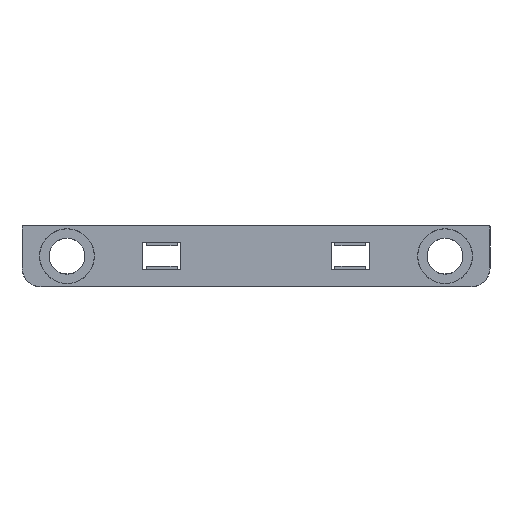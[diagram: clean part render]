
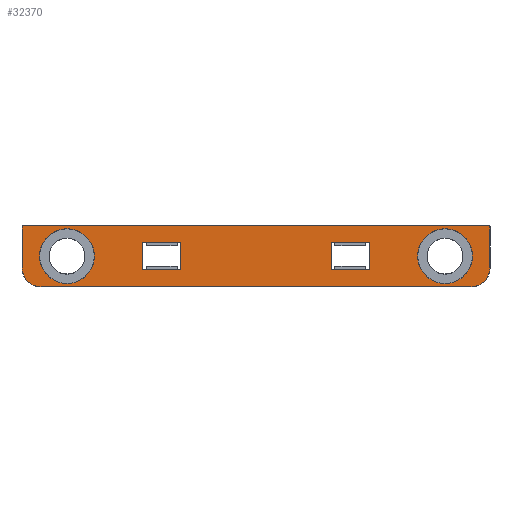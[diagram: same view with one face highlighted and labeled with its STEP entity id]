
A CAD part, top view. The second image highlights one B-rep face of the part: STEP entity #32370.
In plain terms, the highlighted face is planar.
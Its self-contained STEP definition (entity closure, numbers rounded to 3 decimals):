
#27980=CARTESIAN_POINT('',(-0.5,-34.35,-2.5))
;
#27990=VERTEX_POINT('',#27980);
#28020=CARTESIAN_POINT('',(-0.5,-30.,-2.5));
#28030=DIRECTION('',(-1.,0.,0.));
#28040=DIRECTION('',(0.,-1.,0.));
#28050=AXIS2_PLACEMENT_3D('',#28020,#28030,#28040);
#28060=CIRCLE('',#28050,4.35);
#28070=CARTESIAN_POINT('',(-0.5,-25.65,-2.5))
;
#28080=VERTEX_POINT('',#28070);
#28090=EDGE_CURVE('',#28080,#27990,#28060,.T.);
#29730=CARTESIAN_POINT('',(-0.5,-34.106,
-4.356));
#29740=DIRECTION('',(-1.,0.,0.));
#29750=DIRECTION('',(0.,-0.707,
-0.707));
#29760=AXIS2_PLACEMENT_3D('',#29730,#29740,#29750);
#29770=ELLIPSE('',#29760,3.008,3.);
#29780=CARTESIAN_POINT('',(-0.5,-34.114,
-7.36));
#29790=VERTEX_POINT('',#29780);
#29800=CARTESIAN_POINT('',(-0.5,-37.11,
-4.364));
#29810=VERTEX_POINT('',#29800);
#29820=EDGE_CURVE('',#29790,#29810,#29770,.T.);
#30740=CARTESIAN_POINT('',(-0.5,-37.11,0.));
#30750=DIRECTION('',(0.,0.,1.));
#30760=VECTOR('',#30750,1.);
#30770=LINE('',#30740,#30760);
#30780=CARTESIAN_POINT('',(-0.5,-37.11,
2.134));
#30790=VERTEX_POINT('',#30780);
#30800=EDGE_CURVE('',#29810,#30790,#30770,.T.);
#30910=CARTESIAN_POINT('',(-0.5,34.25,-4.5));
#30920=DIRECTION('',(-1.,0.,0.));
#30930=DIRECTION('',(0.,-1.,0.));
#30940=AXIS2_PLACEMENT_3D('',#30910,#30920,#30930);
#30950=PLANE('',#30940);
#30960=CARTESIAN_POINT('',(-0.5,0.,-0.316));
#30970=DIRECTION('',(0.,1.,0.));
#30980=VECTOR('',#30970,1.);
#30990=LINE('',#30960,#30980);
#31000=CARTESIAN_POINT('',(-0.5,-17.976,
-0.316));
#31010=VERTEX_POINT('',#31000);
#31020=CARTESIAN_POINT('',(-0.5,-11.923,
-0.316));
#31030=VERTEX_POINT('',#31020);
#31040=EDGE_CURVE('',#31010,#31030,#30990,.T.);
#31050=ORIENTED_EDGE('',*,*,#31040,.F.);
#31060=CARTESIAN_POINT('',(-0.5,-11.923,0.));
#31070=DIRECTION('',(0.,0.,1.));
#31080=VECTOR('',#31070,1.);
#31090=LINE('',#31060,#31080);
#31100=CARTESIAN_POINT('',(-0.5,-11.923,
-4.628));
#31110=VERTEX_POINT('',#31100);
#31120=EDGE_CURVE('',#31110,#31030,#31090,.T.);
#31130=ORIENTED_EDGE('',*,*,#31120,.T.);
#31140=CARTESIAN_POINT('',(-0.5,0.,-4.628));
#31150=DIRECTION('',(0.,-1.,0.));
#31160=VECTOR('',#31150,1.);
#31170=LINE('',#31140,#31160);
#31180=CARTESIAN_POINT('',(-0.5,-17.976,
-4.628));
#31190=VERTEX_POINT('',#31180);
#31200=EDGE_CURVE('',#31110,#31190,#31170,.T.);
#31210=ORIENTED_EDGE('',*,*,#31200,.F.);
#31220=CARTESIAN_POINT('',(-0.5,-17.976,0.));
#31230=DIRECTION('',(0.,0.,-1.));
#31240=VECTOR('',#31230,1.);
#31250=LINE('',#31220,#31240);
#31260=EDGE_CURVE('',#31010,#31190,#31250,.T.);
#31270=ORIENTED_EDGE('',*,*,#31260,.T.);
#31280=EDGE_LOOP('',(#31270,#31210,#31130,#31050));
#31290=FACE_BOUND('',#31280,.T.);
#31300=EDGE_CURVE('',#27990,#28080,#28060,.T.);
#31310=ORIENTED_EDGE('',*,*,#31300,.F.);
#31320=ORIENTED_EDGE('',*,*,#28090,.F.);
#31330=EDGE_LOOP('',(#31320,#31310));
#31340=FACE_BOUND('',#31330,.T.);
#31350=CARTESIAN_POINT('',(-0.5,34.106,
-4.356));
#31360=DIRECTION('',(1.,0.,0.));
#31370=DIRECTION('',(0.,0.707,
-0.707));
#31380=AXIS2_PLACEMENT_3D('',#31350,#31360,#31370);
#31390=ELLIPSE('',#31380,3.008,3.);
#31400=CARTESIAN_POINT('',(-0.5,34.114,
-7.36));
#31410=VERTEX_POINT('',#31400);
#31420=CARTESIAN_POINT('',(-0.5,37.11,
-4.364));
#31430=VERTEX_POINT('',#31420);
#31440=EDGE_CURVE('',#31410,#31430,#31390,.T.);
#31450=ORIENTED_EDGE('',*,*,#31440,.F.);
#31460=CARTESIAN_POINT('',(-0.5,37.11,
0.));
#31470=DIRECTION('',(0.,0.,1.));
#31480=VECTOR('',#31470,1.);
#31490=LINE('',#31460,#31480);
#31500=CARTESIAN_POINT('',(-0.5,37.11,
2.134));
#31510=VERTEX_POINT('',#31500);
#31520=EDGE_CURVE('',#31430,#31510,#31490,.T.);
#31530=ORIENTED_EDGE('',*,*,#31520,.F.);
#31540=CARTESIAN_POINT('',(-0.5,36.81,
2.134));
#31550=DIRECTION('',(1.,0.,0.));
#31560=DIRECTION('',(0.,0.949,
0.316));
#31570=AXIS2_PLACEMENT_3D('',#31540,#31550,#31560);
#31580=ELLIPSE('',#31570,0.3,0.3);
#31590=CARTESIAN_POINT('',(-0.5,36.81,
2.434));
#31600=VERTEX_POINT('',#31590);
#31610=EDGE_CURVE('',#31510,#31600,#31580,.T.);
#31620=ORIENTED_EDGE('',*,*,#31610,.F.);
#31630=CARTESIAN_POINT('',(-0.5,0.,2.434));
#31640=DIRECTION('',(0.,1.,0.));
#31650=VECTOR('',#31640,1.);
#31660=LINE('',#31630,#31650);
#31670=CARTESIAN_POINT('',(-0.5,-36.81,
2.434));
#31680=VERTEX_POINT('',#31670);
#31690=EDGE_CURVE('',#31680,#31600,#31660,.T.);
#31700=ORIENTED_EDGE('',*,*,#31690,.T.);
#31710=CARTESIAN_POINT('',(-0.5,-36.81,
2.134));
#31720=DIRECTION('',(-1.,0.,0.));
#31730=DIRECTION('',(0.,-0.949,
0.316));
#31740=AXIS2_PLACEMENT_3D('',#31710,#31720,#31730);
#31750=ELLIPSE('',#31740,0.3,0.3);
#31760=EDGE_CURVE('',#30790,#31680,#31750,.T.);
#31770=ORIENTED_EDGE('',*,*,#31760,.T.);
#31780=ORIENTED_EDGE('',*,*,#30800,.T.);
#31790=ORIENTED_EDGE('',*,*,#29820,.T.);
#31800=CARTESIAN_POINT('',(-0.5,0.,-7.36));
#31810=DIRECTION('',(0.,1.,0.));
#31820=VECTOR('',#31810,1.);
#31830=LINE('',#31800,#31820);
#31840=EDGE_CURVE('',#29790,#31410,#31830,.T.);
#31850=ORIENTED_EDGE('',*,*,#31840,.F.);
#31860=EDGE_LOOP('',(#31850,#31790,#31780,#31770,#31700,#31620,#31530,
#31450));
#31870=FACE_OUTER_BOUND('',#31860,.T.);
#31880=CARTESIAN_POINT('',(-0.5,17.976,
0.));
#31890=DIRECTION('',(0.,0.,-1.));
#31900=VECTOR('',#31890,1.);
#31910=LINE('',#31880,#31900);
#31920=CARTESIAN_POINT('',(-0.5,17.976,
-0.316));
#31930=VERTEX_POINT('',#31920);
#31940=CARTESIAN_POINT('',(-0.5,17.976,
-4.628));
#31950=VERTEX_POINT('',#31940);
#31960=EDGE_CURVE('',#31930,#31950,#31910,.T.);
#31970=ORIENTED_EDGE('',*,*,#31960,.F.);
#31980=CARTESIAN_POINT('',(-0.5,0.,-4.628)
);
#31990=DIRECTION('',(0.,1.,0.));
#32000=VECTOR('',#31990,1.);
#32010=LINE('',#31980,#32000);
#32020=CARTESIAN_POINT('',(-0.5,11.923,
-4.628));
#32030=VERTEX_POINT('',#32020);
#32040=EDGE_CURVE('',#32030,#31950,#32010,.T.);
#32050=ORIENTED_EDGE('',*,*,#32040,.T.);
#32060=CARTESIAN_POINT('',(-0.5,11.923,
0.));
#32070=DIRECTION('',(0.,0.,1.));
#32080=VECTOR('',#32070,1.);
#32090=LINE('',#32060,#32080);
#32100=CARTESIAN_POINT('',(-0.5,11.923,
-0.316));
#32110=VERTEX_POINT('',#32100);
#32120=EDGE_CURVE('',#32030,#32110,#32090,.T.);
#32130=ORIENTED_EDGE('',*,*,#32120,.F.);
#32140=CARTESIAN_POINT('',(-0.5,0.,-0.316
));
#32150=DIRECTION('',(0.,-1.,0.));
#32160=VECTOR('',#32150,1.);
#32170=LINE('',#32140,#32160);
#32180=EDGE_CURVE('',#31930,#32110,#32170,.T.);
#32190=ORIENTED_EDGE('',*,*,#32180,.T.);
#32200=EDGE_LOOP('',(#32190,#32130,#32050,#31970));
#32210=FACE_BOUND('',#32200,.T.);
#32220=CARTESIAN_POINT('',(-0.5,30.,-2.5));
#32230=DIRECTION('',(1.,0.,0.));
#32240=DIRECTION('',(0.,1.,0.));
#32250=AXIS2_PLACEMENT_3D('',#32220,#32230,#32240);
#32260=CIRCLE('',#32250,4.35);
#32270=CARTESIAN_POINT('',(-0.5,34.35,-2.5));
#32280=VERTEX_POINT('',#32270);
#32290=CARTESIAN_POINT('',(-0.5,25.65,-2.5));
#32300=VERTEX_POINT('',#32290);
#32310=EDGE_CURVE('',#32280,#32300,#32260,.T.);
#32320=ORIENTED_EDGE('',*,*,#32310,.T.);
#32330=EDGE_CURVE('',#32300,#32280,#32260,.T.);
#32340=ORIENTED_EDGE('',*,*,#32330,.T.);
#32350=EDGE_LOOP('',(#32340,#32320));
#32360=FACE_BOUND('',#32350,.T.);
#32370=ADVANCED_FACE('',(#31290,#31340,#31870,#32210,#32360),#30950,.T.)
;
